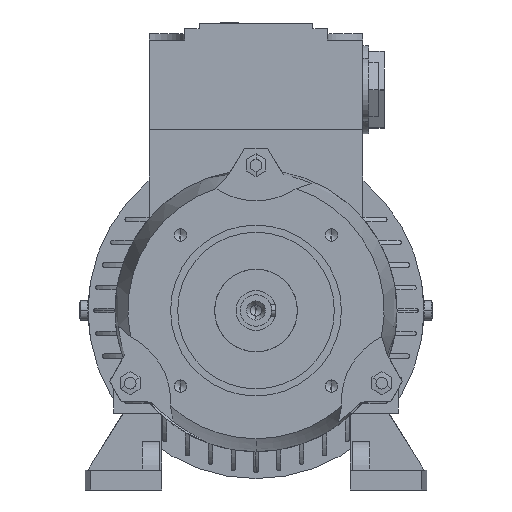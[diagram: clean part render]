
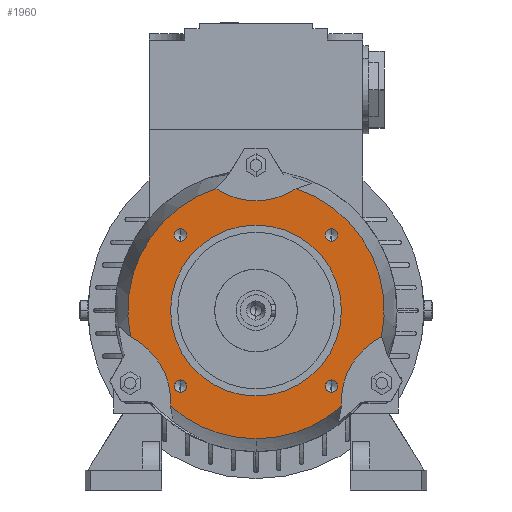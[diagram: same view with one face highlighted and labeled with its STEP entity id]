
A CAD part, left-side view. The second image highlights one B-rep face of the part: STEP entity #1960.
In plain terms, the highlighted planar face has unit normal (-1, 0, 0).
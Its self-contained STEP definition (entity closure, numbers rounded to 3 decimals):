
#1960=ADVANCED_FACE('',(#3970,#3971,#3972,#3973,#3974,#3975),#3976,.T.);
#3970=FACE_OUTER_BOUND('',#5988,.T.);
#3971=FACE_BOUND('',#5989,.T.);
#3972=FACE_BOUND('',#5990,.T.);
#3973=FACE_BOUND('',#5991,.T.);
#3974=FACE_BOUND('',#5992,.T.);
#3975=FACE_BOUND('',#5993,.T.);
#3976=PLANE('',#5994);
#5988=EDGE_LOOP('',(#12047,#12048,#12049,#12050,#12051,#12052,#12053,#12054,#12055,#12056));
#5989=EDGE_LOOP('',(#12057,#12058));
#5990=EDGE_LOOP('',(#12059,#12060));
#5991=EDGE_LOOP('',(#12061,#12062));
#5992=EDGE_LOOP('',(#12063,#12064));
#5993=EDGE_LOOP('',(#12065,#12066));
#5994=AXIS2_PLACEMENT_3D('',#12067,#12068,#12069);
#12047=ORIENTED_EDGE('',*,*,#14537,.T.);
#12048=ORIENTED_EDGE('',*,*,#12194,.T.);
#12049=ORIENTED_EDGE('',*,*,#14570,.F.);
#12050=ORIENTED_EDGE('',*,*,#14567,.T.);
#12051=ORIENTED_EDGE('',*,*,#12189,.T.);
#12052=ORIENTED_EDGE('',*,*,#14571,.F.);
#12053=ORIENTED_EDGE('',*,*,#14572,.T.);
#12054=ORIENTED_EDGE('',*,*,#12184,.T.);
#12055=ORIENTED_EDGE('',*,*,#12202,.F.);
#12056=ORIENTED_EDGE('',*,*,#14524,.F.);
#12057=ORIENTED_EDGE('',*,*,#12211,.T.);
#12058=ORIENTED_EDGE('',*,*,#14514,.T.);
#12059=ORIENTED_EDGE('',*,*,#14512,.T.);
#12060=ORIENTED_EDGE('',*,*,#12214,.T.);
#12061=ORIENTED_EDGE('',*,*,#14510,.T.);
#12062=ORIENTED_EDGE('',*,*,#12219,.T.);
#12063=ORIENTED_EDGE('',*,*,#14508,.T.);
#12064=ORIENTED_EDGE('',*,*,#12224,.T.);
#12065=ORIENTED_EDGE('',*,*,#14506,.T.);
#12066=ORIENTED_EDGE('',*,*,#12229,.T.);
#12067=CARTESIAN_POINT('',(-29.5,0.0,37.5));
#12068=DIRECTION('',(-1.0,-0.0,0.));
#12069=DIRECTION('',(0.,0.0,-1.0));
#12184=EDGE_CURVE('',#14604,#14608,#14610,.T.);
#12189=EDGE_CURVE('',#14613,#14617,#14619,.T.);
#12194=EDGE_CURVE('',#14622,#14626,#14628,.T.);
#12202=EDGE_CURVE('',#14639,#14608,#14642,.T.);
#12211=EDGE_CURVE('',#14652,#14656,#14658,.T.);
#12214=EDGE_CURVE('',#14663,#14660,#14664,.T.);
#12219=EDGE_CURVE('',#14672,#14669,#14673,.T.);
#12224=EDGE_CURVE('',#14681,#14678,#14682,.T.);
#12229=EDGE_CURVE('',#14690,#14687,#14691,.T.);
#14506=EDGE_CURVE('',#14687,#14690,#18058,.T.);
#14508=EDGE_CURVE('',#14678,#14681,#18060,.T.);
#14510=EDGE_CURVE('',#14669,#14672,#18062,.T.);
#14512=EDGE_CURVE('',#14660,#14663,#18064,.T.);
#14514=EDGE_CURVE('',#14656,#14652,#18066,.T.);
#14524=EDGE_CURVE('',#18080,#14639,#18082,.T.);
#14537=EDGE_CURVE('',#18080,#14622,#18099,.T.);
#14567=EDGE_CURVE('',#18140,#14613,#18141,.T.);
#14570=EDGE_CURVE('',#18140,#14626,#18144,.T.);
#14571=EDGE_CURVE('',#18145,#14617,#18146,.T.);
#14572=EDGE_CURVE('',#18145,#14604,#18147,.T.);
#14604=VERTEX_POINT('',#18186);
#14608=VERTEX_POINT('',#18191);
#14610=CIRCLE('',#18198,25.468);
#14613=VERTEX_POINT('',#18201);
#14617=VERTEX_POINT('',#18206);
#14619=CIRCLE('',#18213,25.468);
#14622=VERTEX_POINT('',#18216);
#14626=VERTEX_POINT('',#18221);
#14628=CIRCLE('',#18228,25.468);
#14639=VERTEX_POINT('',#18241);
#14642=CIRCLE('',#18244,45.);
#14652=VERTEX_POINT('',#18257);
#14656=VERTEX_POINT('',#18262);
#14658=CIRCLE('',#18265,30.0);
#14660=VERTEX_POINT('',#18267);
#14663=VERTEX_POINT('',#18271);
#14664=CIRCLE('',#18272,2.15);
#14669=VERTEX_POINT('',#18278);
#14672=VERTEX_POINT('',#18282);
#14673=CIRCLE('',#18283,2.15);
#14678=VERTEX_POINT('',#18289);
#14681=VERTEX_POINT('',#18293);
#14682=CIRCLE('',#18294,2.15);
#14687=VERTEX_POINT('',#18300);
#14690=VERTEX_POINT('',#18304);
#14691=CIRCLE('',#18305,2.15);
#18058=CIRCLE('',#24960,2.15);
#18060=CIRCLE('',#24962,2.15);
#18062=CIRCLE('',#24964,2.15);
#18064=CIRCLE('',#24966,2.15);
#18066=CIRCLE('',#24968,30.0);
#18080=VERTEX_POINT('',#24986);
#18082=CIRCLE('',#24993,45.);
#18099=CIRCLE('',#25015,25.468);
#18140=VERTEX_POINT('',#25071);
#18141=CIRCLE('',#25072,25.468);
#18144=CIRCLE('',#25080,45.);
#18145=VERTEX_POINT('',#25081);
#18146=CIRCLE('',#25082,45.);
#18147=CIRCLE('',#25083,25.468);
#18186=CARTESIAN_POINT('',(-29.5,33.369,-19.266));
#18191=CARTESIAN_POINT('',(-29.5,30.004,-33.538));
#18198=AXIS2_PLACEMENT_3D('',#25145,#25146,#25147);
#18201=CARTESIAN_POINT('',(-29.5,0.,38.532));
#18206=CARTESIAN_POINT('',(-29.5,14.043,42.753));
#18213=AXIS2_PLACEMENT_3D('',#25152,#25153,#25154);
#18216=CARTESIAN_POINT('',(-29.5,-33.369,-19.266));
#18221=CARTESIAN_POINT('',(-29.5,-44.046,-9.215));
#18228=AXIS2_PLACEMENT_3D('',#25159,#25160,#25161);
#18241=CARTESIAN_POINT('',(-29.5,0.,-45.));
#18244=AXIS2_PLACEMENT_3D('',#25173,#25174,#25175);
#18257=CARTESIAN_POINT('',(-29.5,0.0,30.0));
#18262=CARTESIAN_POINT('',(-29.5,0.,-30.0));
#18265=AXIS2_PLACEMENT_3D('',#25190,#25191,#25192);
#18267=CARTESIAN_POINT('',(-29.5,-26.517,24.367));
#18271=CARTESIAN_POINT('',(-29.5,-26.517,28.667));
#18272=AXIS2_PLACEMENT_3D('',#25194,#25195,#25196);
#18278=CARTESIAN_POINT('',(-29.5,-26.517,-28.667));
#18282=CARTESIAN_POINT('',(-29.5,-26.517,-24.367));
#18283=AXIS2_PLACEMENT_3D('',#25202,#25203,#25204);
#18289=CARTESIAN_POINT('',(-29.5,26.517,-28.667));
#18293=CARTESIAN_POINT('',(-29.5,26.517,-24.367));
#18294=AXIS2_PLACEMENT_3D('',#25210,#25211,#25212);
#18300=CARTESIAN_POINT('',(-29.5,26.517,24.367));
#18304=CARTESIAN_POINT('',(-29.5,26.517,28.667));
#18305=AXIS2_PLACEMENT_3D('',#25218,#25219,#25220);
#24960=AXIS2_PLACEMENT_3D('',#27475,#27476,#27477);
#24962=AXIS2_PLACEMENT_3D('',#27478,#27479,#27480);
#24964=AXIS2_PLACEMENT_3D('',#27481,#27482,#27483);
#24966=AXIS2_PLACEMENT_3D('',#27484,#27485,#27486);
#24968=AXIS2_PLACEMENT_3D('',#27487,#27488,#27489);
#24986=CARTESIAN_POINT('',(-29.5,-30.004,-33.538));
#24993=AXIS2_PLACEMENT_3D('',#27500,#27501,#27502);
#25015=AXIS2_PLACEMENT_3D('',#27517,#27518,#27519);
#25071=CARTESIAN_POINT('',(-29.5,-14.043,42.753));
#25072=AXIS2_PLACEMENT_3D('',#27556,#27557,#27558);
#25080=AXIS2_PLACEMENT_3D('',#27559,#27560,#27561);
#25081=CARTESIAN_POINT('',(-29.5,44.046,-9.215));
#25082=AXIS2_PLACEMENT_3D('',#27562,#27563,#27564);
#25083=AXIS2_PLACEMENT_3D('',#27565,#27566,#27567);
#25145=CARTESIAN_POINT('',(-29.5,55.426,-32.0));
#25146=DIRECTION('',(1.0,0.,0.));
#25147=DIRECTION('',(0.,0.866,-0.5));
#25152=CARTESIAN_POINT('',(-29.5,0.0,64.0));
#25153=DIRECTION('',(1.0,0.0,0.));
#25154=DIRECTION('',(0.,0.0,1.0));
#25159=CARTESIAN_POINT('',(-29.5,-55.426,-32.0));
#25160=DIRECTION('',(1.0,0.,0.));
#25161=DIRECTION('',(0.,-0.866,-0.5));
#25173=CARTESIAN_POINT('',(-29.5,0.0,0.0));
#25174=DIRECTION('',(1.0,0.0,-0.0));
#25175=DIRECTION('',(0.0,0.0,1.0));
#25190=CARTESIAN_POINT('',(-29.5,0.0,0.0));
#25191=DIRECTION('',(1.0,0.0,-0.0));
#25192=DIRECTION('',(0.0,0.0,1.0));
#25194=CARTESIAN_POINT('',(-29.5,-26.517,26.517));
#25195=DIRECTION('',(1.0,0.0,0.));
#25196=DIRECTION('',(0.,0.0,-1.0));
#25202=CARTESIAN_POINT('',(-29.5,-26.517,-26.517));
#25203=DIRECTION('',(1.0,0.0,0.));
#25204=DIRECTION('',(0.,0.0,-1.0));
#25210=CARTESIAN_POINT('',(-29.5,26.517,-26.517));
#25211=DIRECTION('',(1.0,0.0,0.));
#25212=DIRECTION('',(0.,0.0,-1.0));
#25218=CARTESIAN_POINT('',(-29.5,26.517,26.517));
#25219=DIRECTION('',(1.0,0.0,0.));
#25220=DIRECTION('',(0.,0.0,-1.0));
#27475=CARTESIAN_POINT('',(-29.5,26.517,26.517));
#27476=DIRECTION('',(1.0,0.0,0.));
#27477=DIRECTION('',(0.,0.0,-1.0));
#27478=CARTESIAN_POINT('',(-29.5,26.517,-26.517));
#27479=DIRECTION('',(1.0,0.0,0.));
#27480=DIRECTION('',(0.,0.0,-1.0));
#27481=CARTESIAN_POINT('',(-29.5,-26.517,-26.517));
#27482=DIRECTION('',(1.0,0.0,0.));
#27483=DIRECTION('',(0.,0.0,-1.0));
#27484=CARTESIAN_POINT('',(-29.5,-26.517,26.517));
#27485=DIRECTION('',(1.0,0.0,0.));
#27486=DIRECTION('',(0.,0.0,-1.0));
#27487=CARTESIAN_POINT('',(-29.5,0.0,0.0));
#27488=DIRECTION('',(1.0,0.0,-0.0));
#27489=DIRECTION('',(0.0,0.0,1.0));
#27500=CARTESIAN_POINT('',(-29.5,0.0,0.0));
#27501=DIRECTION('',(1.0,0.0,-0.0));
#27502=DIRECTION('',(0.0,0.0,1.0));
#27517=CARTESIAN_POINT('',(-29.5,-55.426,-32.0));
#27518=DIRECTION('',(1.0,0.,0.));
#27519=DIRECTION('',(0.,-0.866,-0.5));
#27556=CARTESIAN_POINT('',(-29.5,0.0,64.0));
#27557=DIRECTION('',(1.0,0.0,0.));
#27558=DIRECTION('',(0.,0.0,1.0));
#27559=CARTESIAN_POINT('',(-29.5,0.0,0.0));
#27560=DIRECTION('',(1.0,0.0,-0.0));
#27561=DIRECTION('',(0.0,0.0,1.0));
#27562=CARTESIAN_POINT('',(-29.5,0.0,0.0));
#27563=DIRECTION('',(1.0,0.0,-0.0));
#27564=DIRECTION('',(0.0,0.0,1.0));
#27565=CARTESIAN_POINT('',(-29.5,55.426,-32.0));
#27566=DIRECTION('',(1.0,0.,0.));
#27567=DIRECTION('',(0.,0.866,-0.5));
